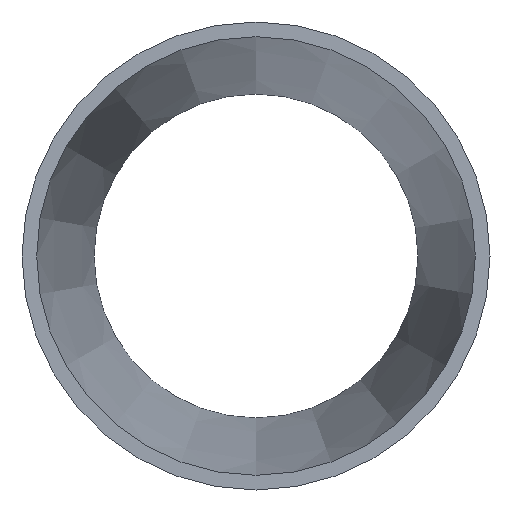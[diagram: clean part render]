
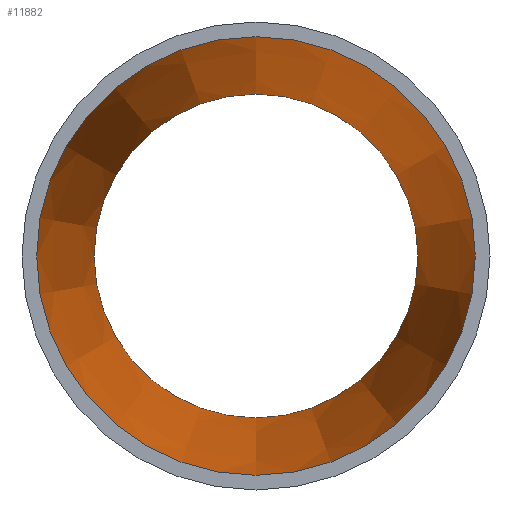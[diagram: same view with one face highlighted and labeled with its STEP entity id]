
A CAD part, front view. The second image highlights one B-rep face of the part: STEP entity #11882.
In plain terms, the highlighted conical face has half-angle 5.897 degrees and reference radius 29.989 mm.
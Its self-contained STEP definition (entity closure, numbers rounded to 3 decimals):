
#437 = FACE_BOUND ( 'NONE', #11231, .T. ) ;
#696 = DIRECTION ( 'NONE',  ( 0., 0., -1. ) ) ;
#786 = DIRECTION ( 'NONE',  ( 0., -1., 0. ) ) ;
#1624 = EDGE_CURVE ( 'NONE', #21046, #21046, #7292, .T. ) ;
#2620 = EDGE_LOOP ( 'NONE', ( #7847 ) ) ;
#3351 = ORIENTED_EDGE ( 'NONE', *, *, #15585, .F. ) ;
#4346 = CIRCLE ( 'NONE', #7123, 22.139 ) ;
#4583 = CARTESIAN_POINT ( 'NONE',  ( 0., 0., 0. ) ) ;
#4657 = AXIS2_PLACEMENT_3D ( 'NONE', #13736, #15665, #18811 ) ;
#6379 = CARTESIAN_POINT ( 'NONE',  ( 0., 0., -29.989 ) ) ;
#7080 = FACE_OUTER_BOUND ( 'NONE', #2620, .T. ) ;
#7105 = CARTESIAN_POINT ( 'NONE',  ( 0., 76., 0. ) ) ;
#7123 = AXIS2_PLACEMENT_3D ( 'NONE', #7105, #786, #14076 ) ;
#7292 = CIRCLE ( 'NONE', #10099, 29.989 ) ;
#7847 = ORIENTED_EDGE ( 'NONE', *, *, #1624, .T. ) ;
#10099 = AXIS2_PLACEMENT_3D ( 'NONE', #4583, #11243, #696 ) ;
#11231 = EDGE_LOOP ( 'NONE', ( #3351 ) ) ;
#11243 = DIRECTION ( 'NONE',  ( 0., -1., 0. ) ) ;
#11882 = ADVANCED_FACE ( 'NONE', ( #437, #7080 ), #19552, .F. ) ;
#12927 = CARTESIAN_POINT ( 'NONE',  ( 0., 76., -22.139 ) ) ;
#13736 = CARTESIAN_POINT ( 'NONE',  ( 0., 0., 0. ) ) ;
#14076 = DIRECTION ( 'NONE',  ( 0., 0., -1. ) ) ;
#15585 = EDGE_CURVE ( 'NONE', #17583, #17583, #4346, .T. ) ;
#15665 = DIRECTION ( 'NONE',  ( 0., -1., 0. ) ) ;
#17583 = VERTEX_POINT ( 'NONE', #12927 ) ;
#18811 = DIRECTION ( 'NONE',  ( 0., 0., -1. ) ) ;
#19552 = CONICAL_SURFACE ( 'NONE', #4657, 29.989, 0.103 ) ;
#21046 = VERTEX_POINT ( 'NONE', #6379 ) ;
